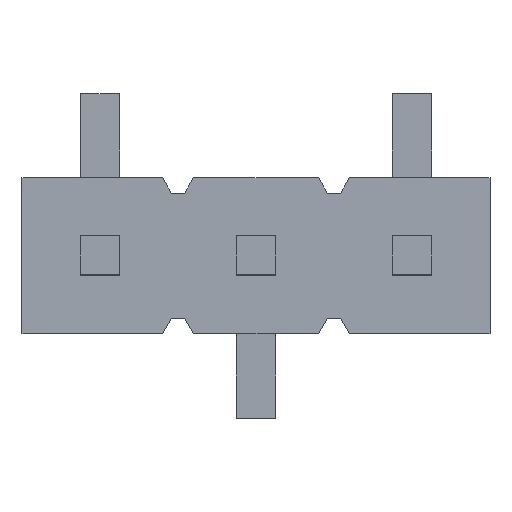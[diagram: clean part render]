
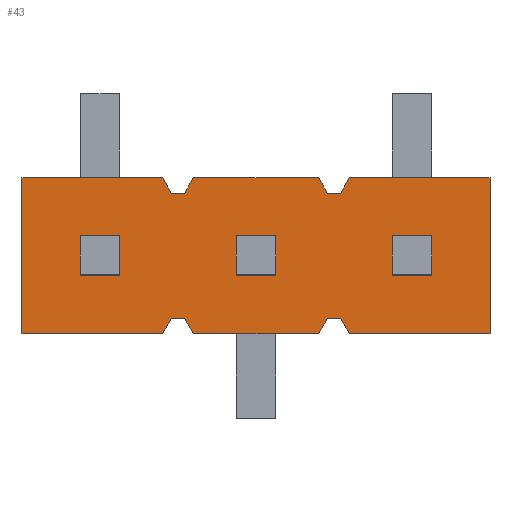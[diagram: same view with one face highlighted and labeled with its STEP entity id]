
A CAD part, top view. The second image highlights one B-rep face of the part: STEP entity #43.
In plain terms, the highlighted face is planar.
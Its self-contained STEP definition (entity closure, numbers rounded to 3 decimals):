
#43 = ADVANCED_FACE('',(#44,#78,#112,#146),#308,.T.);
#44 = FACE_BOUND('',#45,.T.);
#45 = EDGE_LOOP('',(#46,#56,#64,#72));
#46 = ORIENTED_EDGE('',*,*,#47,.F.);
#47 = EDGE_CURVE('',#48,#50,#52,.T.);
#48 = VERTEX_POINT('',#49);
#49 = CARTESIAN_POINT('',(-2.858,1.27,-0.318));
#50 = VERTEX_POINT('',#51);
#51 = CARTESIAN_POINT('',(-2.858,1.27,0.318));
#52 = LINE('',#53,#54);
#53 = CARTESIAN_POINT('',(-2.858,1.27,-0.318));
#54 = VECTOR('',#55,1.);
#55 = DIRECTION('',(0.,0.,1.));
#56 = ORIENTED_EDGE('',*,*,#57,.F.);
#57 = EDGE_CURVE('',#58,#48,#60,.T.);
#58 = VERTEX_POINT('',#59);
#59 = CARTESIAN_POINT('',(-2.223,1.27,-0.318));
#60 = LINE('',#61,#62);
#61 = CARTESIAN_POINT('',(-2.223,1.27,-0.318));
#62 = VECTOR('',#63,1.);
#63 = DIRECTION('',(-1.,0.,0.));
#64 = ORIENTED_EDGE('',*,*,#65,.F.);
#65 = EDGE_CURVE('',#66,#58,#68,.T.);
#66 = VERTEX_POINT('',#67);
#67 = CARTESIAN_POINT('',(-2.223,1.27,0.318));
#68 = LINE('',#69,#70);
#69 = CARTESIAN_POINT('',(-2.223,1.27,0.318));
#70 = VECTOR('',#71,1.);
#71 = DIRECTION('',(0.,0.,-1.));
#72 = ORIENTED_EDGE('',*,*,#73,.F.);
#73 = EDGE_CURVE('',#50,#66,#74,.T.);
#74 = LINE('',#75,#76);
#75 = CARTESIAN_POINT('',(-2.858,1.27,0.318));
#76 = VECTOR('',#77,1.);
#77 = DIRECTION('',(1.,0.,0.));
#78 = FACE_BOUND('',#79,.T.);
#79 = EDGE_LOOP('',(#80,#90,#98,#106));
#80 = ORIENTED_EDGE('',*,*,#81,.F.);
#81 = EDGE_CURVE('',#82,#84,#86,.T.);
#82 = VERTEX_POINT('',#83);
#83 = CARTESIAN_POINT('',(-0.318,1.27,-0.318));
#84 = VERTEX_POINT('',#85);
#85 = CARTESIAN_POINT('',(-0.318,1.27,0.318));
#86 = LINE('',#87,#88);
#87 = CARTESIAN_POINT('',(-0.318,1.27,-0.318));
#88 = VECTOR('',#89,1.);
#89 = DIRECTION('',(0.,0.,1.));
#90 = ORIENTED_EDGE('',*,*,#91,.F.);
#91 = EDGE_CURVE('',#92,#82,#94,.T.);
#92 = VERTEX_POINT('',#93);
#93 = CARTESIAN_POINT('',(0.318,1.27,-0.318));
#94 = LINE('',#95,#96);
#95 = CARTESIAN_POINT('',(0.318,1.27,-0.318));
#96 = VECTOR('',#97,1.);
#97 = DIRECTION('',(-1.,0.,0.));
#98 = ORIENTED_EDGE('',*,*,#99,.F.);
#99 = EDGE_CURVE('',#100,#92,#102,.T.);
#100 = VERTEX_POINT('',#101);
#101 = CARTESIAN_POINT('',(0.318,1.27,0.318));
#102 = LINE('',#103,#104);
#103 = CARTESIAN_POINT('',(0.318,1.27,0.318));
#104 = VECTOR('',#105,1.);
#105 = DIRECTION('',(0.,0.,-1.));
#106 = ORIENTED_EDGE('',*,*,#107,.F.);
#107 = EDGE_CURVE('',#84,#100,#108,.T.);
#108 = LINE('',#109,#110);
#109 = CARTESIAN_POINT('',(-0.318,1.27,0.318));
#110 = VECTOR('',#111,1.);
#111 = DIRECTION('',(1.,0.,0.));
#112 = FACE_BOUND('',#113,.T.);
#113 = EDGE_LOOP('',(#114,#124,#132,#140));
#114 = ORIENTED_EDGE('',*,*,#115,.F.);
#115 = EDGE_CURVE('',#116,#118,#120,.T.);
#116 = VERTEX_POINT('',#117);
#117 = CARTESIAN_POINT('',(2.223,1.27,-0.318));
#118 = VERTEX_POINT('',#119);
#119 = CARTESIAN_POINT('',(2.223,1.27,0.318));
#120 = LINE('',#121,#122);
#121 = CARTESIAN_POINT('',(2.223,1.27,-0.318));
#122 = VECTOR('',#123,1.);
#123 = DIRECTION('',(0.,0.,1.));
#124 = ORIENTED_EDGE('',*,*,#125,.F.);
#125 = EDGE_CURVE('',#126,#116,#128,.T.);
#126 = VERTEX_POINT('',#127);
#127 = CARTESIAN_POINT('',(2.858,1.27,-0.318));
#128 = LINE('',#129,#130);
#129 = CARTESIAN_POINT('',(2.858,1.27,-0.318));
#130 = VECTOR('',#131,1.);
#131 = DIRECTION('',(-1.,0.,0.));
#132 = ORIENTED_EDGE('',*,*,#133,.F.);
#133 = EDGE_CURVE('',#134,#126,#136,.T.);
#134 = VERTEX_POINT('',#135);
#135 = CARTESIAN_POINT('',(2.858,1.27,0.318));
#136 = LINE('',#137,#138);
#137 = CARTESIAN_POINT('',(2.858,1.27,0.318));
#138 = VECTOR('',#139,1.);
#139 = DIRECTION('',(0.,0.,-1.));
#140 = ORIENTED_EDGE('',*,*,#141,.F.);
#141 = EDGE_CURVE('',#118,#134,#142,.T.);
#142 = LINE('',#143,#144);
#143 = CARTESIAN_POINT('',(2.223,1.27,0.318));
#144 = VECTOR('',#145,1.);
#145 = DIRECTION('',(1.,0.,0.));
#146 = FACE_BOUND('',#147,.T.);
#147 = EDGE_LOOP('',(#148,#158,#166,#174,#182,#190,#198,#206,#214,#222,
    #230,#238,#246,#254,#262,#270,#278,#286,#294,#302));
#148 = ORIENTED_EDGE('',*,*,#149,.F.);
#149 = EDGE_CURVE('',#150,#152,#154,.T.);
#150 = VERTEX_POINT('',#151);
#151 = CARTESIAN_POINT('',(-1.377,1.27,-1.016));
#152 = VERTEX_POINT('',#153);
#153 = CARTESIAN_POINT('',(-1.163,1.27,-1.016));
#154 = LINE('',#155,#156);
#155 = CARTESIAN_POINT('',(-1.377,1.27,-1.016));
#156 = VECTOR('',#157,1.);
#157 = DIRECTION('',(1.,0.,0.));
#158 = ORIENTED_EDGE('',*,*,#159,.F.);
#159 = EDGE_CURVE('',#160,#150,#162,.T.);
#160 = VERTEX_POINT('',#161);
#161 = CARTESIAN_POINT('',(-1.524,1.27,-1.27));
#162 = LINE('',#163,#164);
#163 = CARTESIAN_POINT('',(-1.524,1.27,-1.27));
#164 = VECTOR('',#165,1.);
#165 = DIRECTION('',(0.5,0.,0.866));
#166 = ORIENTED_EDGE('',*,*,#167,.T.);
#167 = EDGE_CURVE('',#160,#168,#170,.T.);
#168 = VERTEX_POINT('',#169);
#169 = CARTESIAN_POINT('',(-3.81,1.27,-1.27));
#170 = LINE('',#171,#172);
#171 = CARTESIAN_POINT('',(3.81,1.27,-1.27));
#172 = VECTOR('',#173,1.);
#173 = DIRECTION('',(-1.,0.,0.));
#174 = ORIENTED_EDGE('',*,*,#175,.T.);
#175 = EDGE_CURVE('',#168,#176,#178,.T.);
#176 = VERTEX_POINT('',#177);
#177 = CARTESIAN_POINT('',(-3.81,1.27,1.27));
#178 = LINE('',#179,#180);
#179 = CARTESIAN_POINT('',(-3.81,1.27,-1.27));
#180 = VECTOR('',#181,1.);
#181 = DIRECTION('',(0.,0.,1.));
#182 = ORIENTED_EDGE('',*,*,#183,.T.);
#183 = EDGE_CURVE('',#176,#184,#186,.T.);
#184 = VERTEX_POINT('',#185);
#185 = CARTESIAN_POINT('',(-1.524,1.27,1.27));
#186 = LINE('',#187,#188);
#187 = CARTESIAN_POINT('',(-3.81,1.27,1.27));
#188 = VECTOR('',#189,1.);
#189 = DIRECTION('',(1.,0.,0.));
#190 = ORIENTED_EDGE('',*,*,#191,.F.);
#191 = EDGE_CURVE('',#192,#184,#194,.T.);
#192 = VERTEX_POINT('',#193);
#193 = CARTESIAN_POINT('',(-1.377,1.27,1.016));
#194 = LINE('',#195,#196);
#195 = CARTESIAN_POINT('',(-1.377,1.27,1.016));
#196 = VECTOR('',#197,1.);
#197 = DIRECTION('',(-0.5,0.,0.866));
#198 = ORIENTED_EDGE('',*,*,#199,.F.);
#199 = EDGE_CURVE('',#200,#192,#202,.T.);
#200 = VERTEX_POINT('',#201);
#201 = CARTESIAN_POINT('',(-1.163,1.27,1.016));
#202 = LINE('',#203,#204);
#203 = CARTESIAN_POINT('',(-1.163,1.27,1.016));
#204 = VECTOR('',#205,1.);
#205 = DIRECTION('',(-1.,0.,0.));
#206 = ORIENTED_EDGE('',*,*,#207,.F.);
#207 = EDGE_CURVE('',#208,#200,#210,.T.);
#208 = VERTEX_POINT('',#209);
#209 = CARTESIAN_POINT('',(-1.016,1.27,1.27));
#210 = LINE('',#211,#212);
#211 = CARTESIAN_POINT('',(-1.016,1.27,1.27));
#212 = VECTOR('',#213,1.);
#213 = DIRECTION('',(-0.5,0.,-0.866));
#214 = ORIENTED_EDGE('',*,*,#215,.T.);
#215 = EDGE_CURVE('',#208,#216,#218,.T.);
#216 = VERTEX_POINT('',#217);
#217 = CARTESIAN_POINT('',(1.016,1.27,1.27));
#218 = LINE('',#219,#220);
#219 = CARTESIAN_POINT('',(-3.81,1.27,1.27));
#220 = VECTOR('',#221,1.);
#221 = DIRECTION('',(1.,0.,0.));
#222 = ORIENTED_EDGE('',*,*,#223,.F.);
#223 = EDGE_CURVE('',#224,#216,#226,.T.);
#224 = VERTEX_POINT('',#225);
#225 = CARTESIAN_POINT('',(1.163,1.27,1.016));
#226 = LINE('',#227,#228);
#227 = CARTESIAN_POINT('',(1.163,1.27,1.016));
#228 = VECTOR('',#229,1.);
#229 = DIRECTION('',(-0.5,0.,0.866));
#230 = ORIENTED_EDGE('',*,*,#231,.F.);
#231 = EDGE_CURVE('',#232,#224,#234,.T.);
#232 = VERTEX_POINT('',#233);
#233 = CARTESIAN_POINT('',(1.377,1.27,1.016));
#234 = LINE('',#235,#236);
#235 = CARTESIAN_POINT('',(1.377,1.27,1.016));
#236 = VECTOR('',#237,1.);
#237 = DIRECTION('',(-1.,0.,0.));
#238 = ORIENTED_EDGE('',*,*,#239,.F.);
#239 = EDGE_CURVE('',#240,#232,#242,.T.);
#240 = VERTEX_POINT('',#241);
#241 = CARTESIAN_POINT('',(1.524,1.27,1.27));
#242 = LINE('',#243,#244);
#243 = CARTESIAN_POINT('',(1.524,1.27,1.27));
#244 = VECTOR('',#245,1.);
#245 = DIRECTION('',(-0.5,0.,-0.866));
#246 = ORIENTED_EDGE('',*,*,#247,.T.);
#247 = EDGE_CURVE('',#240,#248,#250,.T.);
#248 = VERTEX_POINT('',#249);
#249 = CARTESIAN_POINT('',(3.81,1.27,1.27));
#250 = LINE('',#251,#252);
#251 = CARTESIAN_POINT('',(-3.81,1.27,1.27));
#252 = VECTOR('',#253,1.);
#253 = DIRECTION('',(1.,0.,0.));
#254 = ORIENTED_EDGE('',*,*,#255,.T.);
#255 = EDGE_CURVE('',#248,#256,#258,.T.);
#256 = VERTEX_POINT('',#257);
#257 = CARTESIAN_POINT('',(3.81,1.27,-1.27));
#258 = LINE('',#259,#260);
#259 = CARTESIAN_POINT('',(3.81,1.27,1.27));
#260 = VECTOR('',#261,1.);
#261 = DIRECTION('',(0.,0.,-1.));
#262 = ORIENTED_EDGE('',*,*,#263,.T.);
#263 = EDGE_CURVE('',#256,#264,#266,.T.);
#264 = VERTEX_POINT('',#265);
#265 = CARTESIAN_POINT('',(1.524,1.27,-1.27));
#266 = LINE('',#267,#268);
#267 = CARTESIAN_POINT('',(3.81,1.27,-1.27));
#268 = VECTOR('',#269,1.);
#269 = DIRECTION('',(-1.,0.,0.));
#270 = ORIENTED_EDGE('',*,*,#271,.F.);
#271 = EDGE_CURVE('',#272,#264,#274,.T.);
#272 = VERTEX_POINT('',#273);
#273 = CARTESIAN_POINT('',(1.377,1.27,-1.016));
#274 = LINE('',#275,#276);
#275 = CARTESIAN_POINT('',(1.377,1.27,-1.016));
#276 = VECTOR('',#277,1.);
#277 = DIRECTION('',(0.5,0.,-0.866));
#278 = ORIENTED_EDGE('',*,*,#279,.F.);
#279 = EDGE_CURVE('',#280,#272,#282,.T.);
#280 = VERTEX_POINT('',#281);
#281 = CARTESIAN_POINT('',(1.163,1.27,-1.016));
#282 = LINE('',#283,#284);
#283 = CARTESIAN_POINT('',(1.163,1.27,-1.016));
#284 = VECTOR('',#285,1.);
#285 = DIRECTION('',(1.,0.,0.));
#286 = ORIENTED_EDGE('',*,*,#287,.F.);
#287 = EDGE_CURVE('',#288,#280,#290,.T.);
#288 = VERTEX_POINT('',#289);
#289 = CARTESIAN_POINT('',(1.016,1.27,-1.27));
#290 = LINE('',#291,#292);
#291 = CARTESIAN_POINT('',(1.016,1.27,-1.27));
#292 = VECTOR('',#293,1.);
#293 = DIRECTION('',(0.5,0.,0.866));
#294 = ORIENTED_EDGE('',*,*,#295,.T.);
#295 = EDGE_CURVE('',#288,#296,#298,.T.);
#296 = VERTEX_POINT('',#297);
#297 = CARTESIAN_POINT('',(-1.016,1.27,-1.27));
#298 = LINE('',#299,#300);
#299 = CARTESIAN_POINT('',(3.81,1.27,-1.27));
#300 = VECTOR('',#301,1.);
#301 = DIRECTION('',(-1.,0.,0.));
#302 = ORIENTED_EDGE('',*,*,#303,.F.);
#303 = EDGE_CURVE('',#152,#296,#304,.T.);
#304 = LINE('',#305,#306);
#305 = CARTESIAN_POINT('',(-1.163,1.27,-1.016));
#306 = VECTOR('',#307,1.);
#307 = DIRECTION('',(0.5,0.,-0.866));
#308 = PLANE('',#309);
#309 = AXIS2_PLACEMENT_3D('',#310,#311,#312);
#310 = CARTESIAN_POINT('',(0.,1.27,0.));
#311 = DIRECTION('',(0.,1.,0.));
#312 = DIRECTION('',(0.,-0.,1.));
